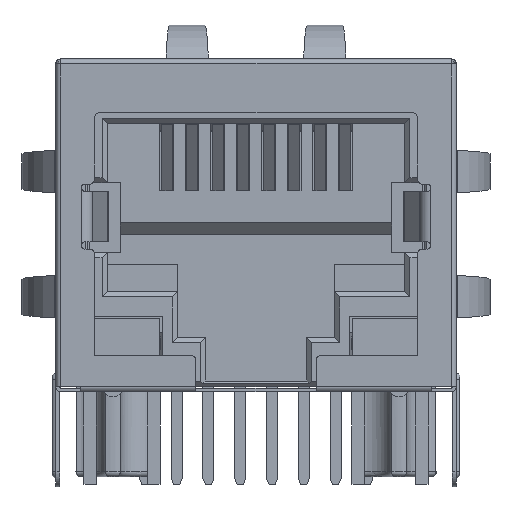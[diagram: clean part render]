
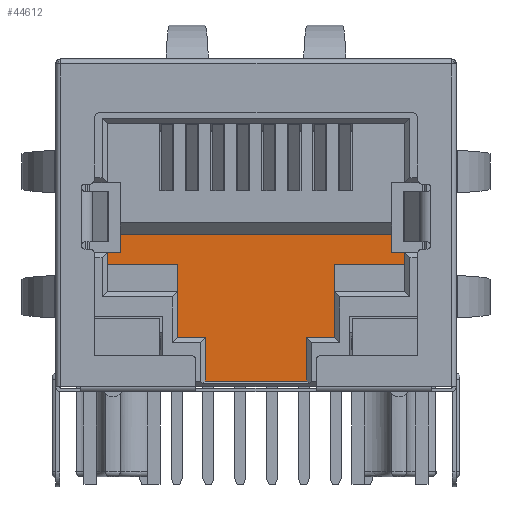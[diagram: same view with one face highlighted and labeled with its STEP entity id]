
A CAD part, front view. The second image highlights one B-rep face of the part: STEP entity #44612.
In plain terms, the highlighted planar face has unit normal (0, -1, 0).
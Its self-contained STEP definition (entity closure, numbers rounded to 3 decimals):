
#1859=ORIENTED_EDGE('',*,*,#11788,.F.);
#1860=ORIENTED_EDGE('',*,*,#11789,.T.);
#1861=ORIENTED_EDGE('',*,*,#11790,.F.);
#1862=ORIENTED_EDGE('',*,*,#11791,.F.);
#1863=ORIENTED_EDGE('',*,*,#11792,.F.);
#1864=ORIENTED_EDGE('',*,*,#11793,.F.);
#1865=ORIENTED_EDGE('',*,*,#11794,.T.);
#1866=ORIENTED_EDGE('',*,*,#11795,.T.);
#1867=ORIENTED_EDGE('',*,*,#11796,.F.);
#1868=ORIENTED_EDGE('',*,*,#11797,.T.);
#1869=ORIENTED_EDGE('',*,*,#11798,.T.);
#1870=ORIENTED_EDGE('',*,*,#11799,.T.);
#1871=ORIENTED_EDGE('',*,*,#11800,.T.);
#1872=ORIENTED_EDGE('',*,*,#11801,.T.);
#1873=ORIENTED_EDGE('',*,*,#11802,.T.);
#1874=ORIENTED_EDGE('',*,*,#11803,.T.);
#1875=ORIENTED_EDGE('',*,*,#11804,.T.);
#1876=ORIENTED_EDGE('',*,*,#11805,.T.);
#1877=ORIENTED_EDGE('',*,*,#11806,.T.);
#1878=ORIENTED_EDGE('',*,*,#11807,.F.);
#11788=EDGE_CURVE('',#16741,#16742,#19988,.T.);
#11789=EDGE_CURVE('',#16741,#16743,#19989,.T.);
#11790=EDGE_CURVE('',#16744,#16743,#19990,.T.);
#11791=EDGE_CURVE('',#16745,#16744,#19991,.T.);
#11792=EDGE_CURVE('',#16746,#16745,#19992,.T.);
#11793=EDGE_CURVE('',#16747,#16746,#19993,.T.);
#11794=EDGE_CURVE('',#16747,#16748,#19994,.T.);
#11795=EDGE_CURVE('',#16748,#16749,#19995,.T.);
#11796=EDGE_CURVE('',#16750,#16749,#19996,.T.);
#11797=EDGE_CURVE('',#16750,#16751,#19997,.T.);
#11798=EDGE_CURVE('',#16751,#16752,#19998,.T.);
#11799=EDGE_CURVE('',#16752,#16753,#19999,.T.);
#11800=EDGE_CURVE('',#16753,#16754,#20000,.T.);
#11801=EDGE_CURVE('',#16754,#16755,#20001,.T.);
#11802=EDGE_CURVE('',#16755,#16756,#20002,.T.);
#11803=EDGE_CURVE('',#16756,#16757,#20003,.T.);
#11804=EDGE_CURVE('',#16757,#16758,#20004,.T.);
#11805=EDGE_CURVE('',#16758,#16759,#20005,.T.);
#11806=EDGE_CURVE('',#16759,#16760,#20006,.T.);
#11807=EDGE_CURVE('',#16742,#16760,#20007,.T.);
#16741=VERTEX_POINT('',#57726);
#16742=VERTEX_POINT('',#57727);
#16743=VERTEX_POINT('',#57729);
#16744=VERTEX_POINT('',#57731);
#16745=VERTEX_POINT('',#57733);
#16746=VERTEX_POINT('',#57735);
#16747=VERTEX_POINT('',#57737);
#16748=VERTEX_POINT('',#57739);
#16749=VERTEX_POINT('',#57741);
#16750=VERTEX_POINT('',#57743);
#16751=VERTEX_POINT('',#57745);
#16752=VERTEX_POINT('',#57747);
#16753=VERTEX_POINT('',#57749);
#16754=VERTEX_POINT('',#57751);
#16755=VERTEX_POINT('',#57753);
#16756=VERTEX_POINT('',#57755);
#16757=VERTEX_POINT('',#57757);
#16758=VERTEX_POINT('',#57759);
#16759=VERTEX_POINT('',#57761);
#16760=VERTEX_POINT('',#57763);
#19988=LINE('',#57725,#23882);
#19989=LINE('',#57728,#23883);
#19990=LINE('',#57730,#23884);
#19991=LINE('',#57732,#23885);
#19992=LINE('',#57734,#23886);
#19993=LINE('',#57736,#23887);
#19994=LINE('',#57738,#23888);
#19995=LINE('',#57740,#23889);
#19996=LINE('',#57742,#23890);
#19997=LINE('',#57744,#23891);
#19998=LINE('',#57746,#23892);
#19999=LINE('',#57748,#23893);
#20000=LINE('',#57750,#23894);
#20001=LINE('',#57752,#23895);
#20002=LINE('',#57754,#23896);
#20003=LINE('',#57756,#23897);
#20004=LINE('',#57758,#23898);
#20005=LINE('',#57760,#23899);
#20006=LINE('',#57762,#23900);
#20007=LINE('',#57764,#23901);
#23882=VECTOR('',#48986,1000.);
#23883=VECTOR('',#48987,1000.);
#23884=VECTOR('',#48988,1000.);
#23885=VECTOR('',#48989,1000.);
#23886=VECTOR('',#48990,1000.);
#23887=VECTOR('',#48991,1000.);
#23888=VECTOR('',#48992,1000.);
#23889=VECTOR('',#48993,1000.);
#23890=VECTOR('',#48994,1000.);
#23891=VECTOR('',#48995,1000.);
#23892=VECTOR('',#48996,1000.);
#23893=VECTOR('',#48997,1000.);
#23894=VECTOR('',#48998,1000.);
#23895=VECTOR('',#48999,1000.);
#23896=VECTOR('',#49000,1000.);
#23897=VECTOR('',#49001,1000.);
#23898=VECTOR('',#49002,1000.);
#23899=VECTOR('',#49003,1000.);
#23900=VECTOR('',#49004,1000.);
#23901=VECTOR('',#49005,1000.);
#27506=EDGE_LOOP('',(#1859,#1860,#1861,#1862,#1863,#1864,#1865,#1866,#1867,
#1868,#1869,#1870,#1871,#1872,#1873,#1874,#1875,#1876,#1877,#1878));
#29304=FACE_BOUND('',#27506,.T.);
#31101=PLANE('',#46363);
#44612=ADVANCED_FACE('',(#29304),#31101,.F.);
#46363=AXIS2_PLACEMENT_3D('',#57724,#48984,#48985);
#48984=DIRECTION('',(0.,1.,0.));
#48985=DIRECTION('',(0.,0.,1.));
#48986=DIRECTION('',(-1.,0.,0.));
#48987=DIRECTION('',(0.,0.,1.));
#48988=DIRECTION('',(-1.,0.,0.));
#48989=DIRECTION('',(0.,0.,-1.));
#48990=DIRECTION('',(1.,0.,0.));
#48991=DIRECTION('',(0.,0.,-1.));
#48992=DIRECTION('',(-1.,0.,0.));
#48993=DIRECTION('',(0.,0.,-1.));
#48994=DIRECTION('',(1.,0.,0.));
#48995=DIRECTION('',(0.,0.,-1.));
#48996=DIRECTION('',(1.,0.,0.));
#48997=DIRECTION('',(0.,0.,-1.));
#48998=DIRECTION('',(1.,0.,0.));
#48999=DIRECTION('',(0.,0.,-1.));
#49000=DIRECTION('',(-1.,0.,0.));
#49001=DIRECTION('',(0.,0.,-1.));
#49002=DIRECTION('',(1.,0.,0.));
#49003=DIRECTION('',(0.,0.,1.));
#49004=DIRECTION('',(-1.,0.,0.));
#49005=DIRECTION('',(0.,0.,-1.));
#57724=CARTESIAN_POINT('',(5.95,0.911,-0.31));
#57725=CARTESIAN_POINT('',(2.025,0.911,-4.42));
#57726=CARTESIAN_POINT('',(3.15,0.911,-4.42));
#57727=CARTESIAN_POINT('',(2.025,0.911,-4.42));
#57728=CARTESIAN_POINT('',(3.15,0.911,-4.42));
#57729=CARTESIAN_POINT('',(3.15,0.911,-1.53));
#57730=CARTESIAN_POINT('',(5.95,0.911,-1.53));
#57731=CARTESIAN_POINT('',(5.95,0.911,-1.53));
#57732=CARTESIAN_POINT('',(5.95,0.911,-0.31));
#57733=CARTESIAN_POINT('',(5.95,0.911,-1.04));
#57734=CARTESIAN_POINT('',(5.95,0.911,-1.04));
#57735=CARTESIAN_POINT('',(5.425,0.911,-1.04));
#57736=CARTESIAN_POINT('',(5.425,0.911,1.76));
#57737=CARTESIAN_POINT('',(5.425,0.911,-0.31));
#57738=CARTESIAN_POINT('',(5.95,0.911,-0.31));
#57739=CARTESIAN_POINT('',(-5.425,0.911,-0.31));
#57740=CARTESIAN_POINT('',(-5.425,0.911,1.76));
#57741=CARTESIAN_POINT('',(-5.425,0.911,-1.04));
#57742=CARTESIAN_POINT('',(-6.725,0.911,-1.04));
#57743=CARTESIAN_POINT('',(-5.95,0.911,-1.04));
#57744=CARTESIAN_POINT('',(-5.95,0.911,-0.31));
#57745=CARTESIAN_POINT('',(-5.95,0.911,-1.53));
#57746=CARTESIAN_POINT('',(-5.95,0.911,-1.53));
#57747=CARTESIAN_POINT('',(-3.15,0.911,-1.53));
#57748=CARTESIAN_POINT('',(-3.15,0.911,-1.53));
#57749=CARTESIAN_POINT('',(-3.15,0.911,-4.42));
#57750=CARTESIAN_POINT('',(-2.025,0.911,-4.42));
#57751=CARTESIAN_POINT('',(-2.025,0.911,-4.42));
#57752=CARTESIAN_POINT('',(-2.025,0.911,-5.8));
#57753=CARTESIAN_POINT('',(-2.025,0.911,-5.8));
#57754=CARTESIAN_POINT('',(2.03,0.911,-5.8));
#57755=CARTESIAN_POINT('',(-2.03,0.911,-5.8));
#57756=CARTESIAN_POINT('',(-2.03,0.911,-5.8));
#57757=CARTESIAN_POINT('',(-2.03,0.911,-6.17));
#57758=CARTESIAN_POINT('',(-2.03,0.911,-6.17));
#57759=CARTESIAN_POINT('',(2.03,0.911,-6.17));
#57760=CARTESIAN_POINT('',(2.03,0.911,-6.17));
#57761=CARTESIAN_POINT('',(2.03,0.911,-5.8));
#57762=CARTESIAN_POINT('',(2.03,0.911,-5.8));
#57763=CARTESIAN_POINT('',(2.025,0.911,-5.8));
#57764=CARTESIAN_POINT('',(2.025,0.911,-5.8));
